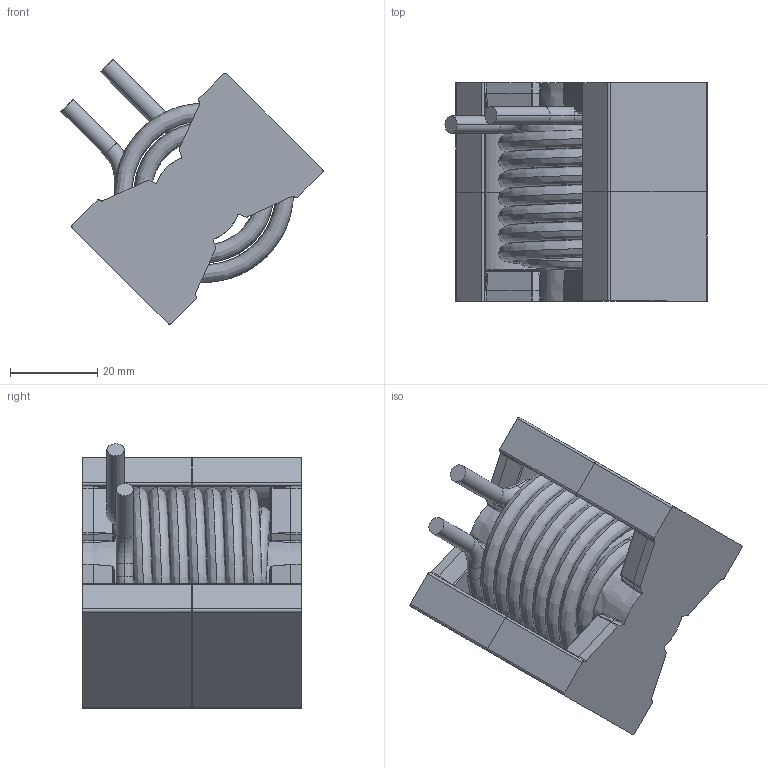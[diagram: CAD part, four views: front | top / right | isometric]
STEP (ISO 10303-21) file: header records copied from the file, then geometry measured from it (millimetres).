
FILE_DESCRIPTION (( 'STEP AP214' ), '1' );
FILE_NAME ('PQ50_16T_INDUCTOR_V1.STEP', '2023-02-28T11:47:10', ( '' ), ( '' ), 'SwSTEP 2.0', 'SolidWorks 2019', '' );
FILE_SCHEMA (( 'AUTOMOTIVE_DESIGN' ));
Length unit declared in the file: millimetre
Products named in the file (3): pq50_50-dg100-n95_n97.step; Round wire 4mm 16t; PQ50_16T_INDUCTOR_V1
Assembly tree (3 placements, depth 2):
  PQ50_16T_INDUCTOR_V1
    Round wire 4mm 16t
    pq50_50-dg100-n95_n97.step  x2
Bounding box: 60.04 x 50 x 60.65 mm (x, y, z)
Volume: 60724.3 mm3; surface area: 37795.5 mm2
Topology: 5 solids, 5 shells, 263 faces, 641 edges, 389 vertices
Faces by surface type: bspline 178, plane 73, cylinder 8, torus 4
Entity records: 12385 total; most frequent: CARTESIAN_POINT 9943, ORIENTED_EDGE 690, EDGE_CURVE 345, B_SPLINE_CURVE_WITH_KNOTS 216, VERTEX_POINT 209, DIRECTION 183, EDGE_LOOP 146, FACE_OUTER_BOUND 143
